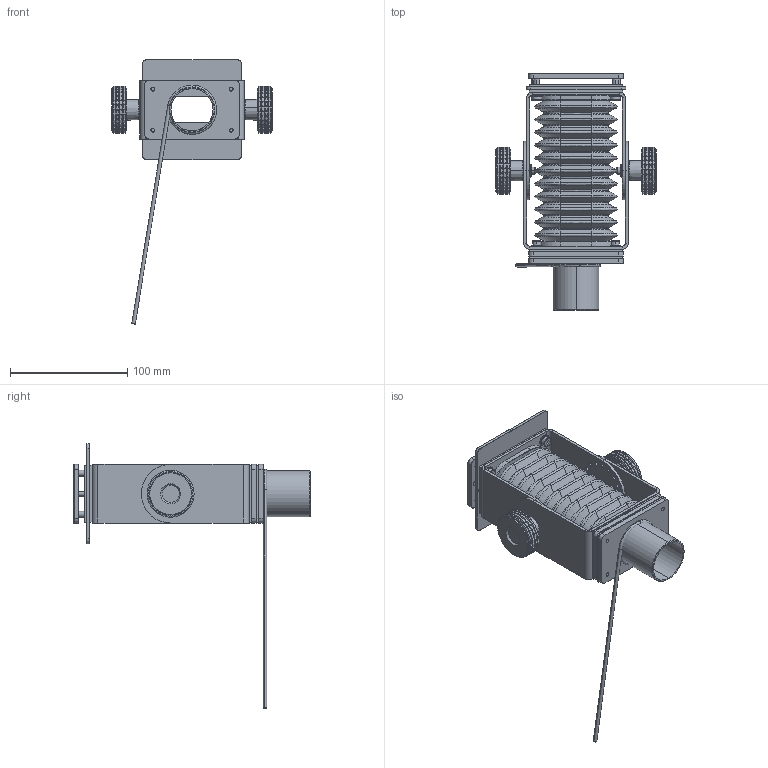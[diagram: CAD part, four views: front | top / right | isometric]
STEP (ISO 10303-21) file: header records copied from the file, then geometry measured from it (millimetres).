
FILE_DESCRIPTION (( 'STEP AP214' ), '1' );
FILE_NAME ('50020002.STEP', '2008-10-29T14:16:35', ( ' ' ), ( '' ), 'SwSTEP 2.0', 'SolidWorks 2008', '' );
FILE_SCHEMA (( 'AUTOMOTIVE_DESIGN' ));
Length unit declared in the file: millimetre
Products named in the file (17): 93652_Standard; 82377_Standard; 95509_Standard; 82373_Standard; 95511_Standard; 93653_Standard; 95514_Standard; 94752_Standard; 83257_Standard; 94660_Faltenbalg eingebaut; 50020002; 95508_Standard; 95510_Standard; 98676_Standard; 83258_Standard; Einpressmutter S-M6-1_Standard
Assembly tree (35 placements, depth 3):
  50020002
    94752_Standard  x2
    83257_Standard  x4
    93652_Standard  x4
    93653_Standard  x4
    83258_Standard  x4
    95511_Standard  x2
    82373_Standard  x4
    82377_Standard
    95509_Standard
    98676_Standard  x2
    95514_Standard
    94660_Faltenbalg eingebaut
    95510_Standard
    95508_Standard
      Einpressmutter S-M6-1_Standard  x2
      95508_Standard
Bounding box: 137 x 201.5 x 225.55 mm (x, y, z)
Volume: 222262.9 mm3; surface area: 215136 mm2
Topology: 38 solids, 38 shells, 2616 faces, 6398 edges, 3882 vertices
Faces by surface type: cylinder 880, cone 662, plane 552, bspline 330, torus 160, sphere 32
Entity records: 81468 total; most frequent: CARTESIAN_POINT 35746, ORIENTED_EDGE 7806, DIRECTION 7211, EDGE_CURVE 3903, AXIS2_PLACEMENT_3D 2900, VERTEX_POINT 2344, EDGE_LOOP 1815, ADVANCED_FACE 1645
